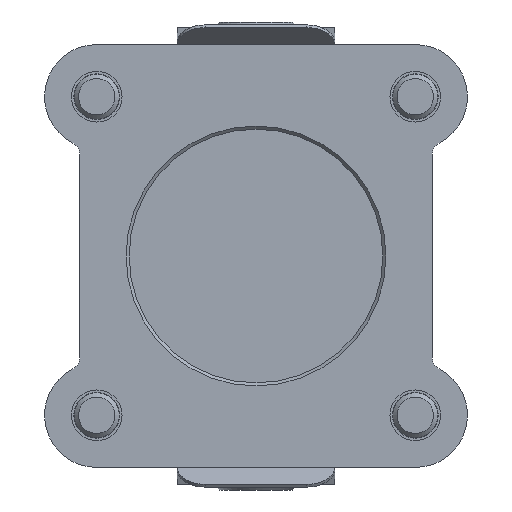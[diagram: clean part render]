
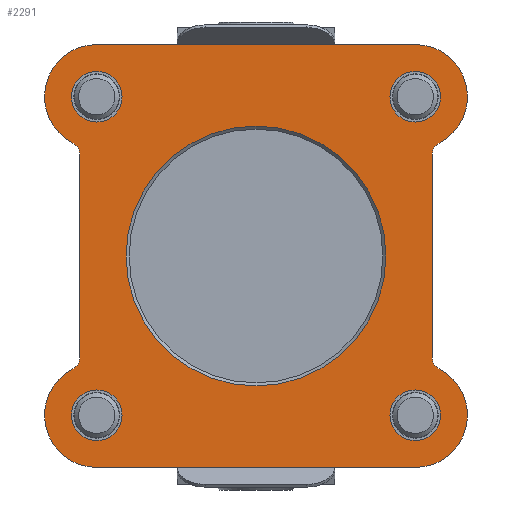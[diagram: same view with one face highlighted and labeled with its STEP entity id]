
A CAD part, front view. The second image highlights one B-rep face of the part: STEP entity #2291.
In plain terms, the highlighted planar face has unit normal (0, -1, 0).
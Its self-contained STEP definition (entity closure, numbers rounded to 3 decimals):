
#158=CIRCLE('',#2488,9.25);
#160=CIRCLE('',#2491,2.25);
#162=CIRCLE('',#2495,2.25);
#164=CIRCLE('',#2498,9.25);
#166=CIRCLE('',#2501,9.25);
#168=CIRCLE('',#2504,2.25);
#170=CIRCLE('',#2508,2.25);
#173=CIRCLE('',#2512,4.5);
#175=CIRCLE('',#2515,4.5);
#177=CIRCLE('',#2518,4.5);
#179=CIRCLE('',#2521,4.5);
#180=CIRCLE('',#2523,9.25);
#182=CIRCLE('',#2526,23.05);
#413=ORIENTED_EDGE('',*,*,#1029,.F.);
#414=ORIENTED_EDGE('',*,*,#1026,.T.);
#415=ORIENTED_EDGE('',*,*,#1024,.T.);
#416=ORIENTED_EDGE('',*,*,#1022,.T.);
#417=ORIENTED_EDGE('',*,*,#1020,.T.);
#418=ORIENTED_EDGE('',*,*,#927,.F.);
#419=ORIENTED_EDGE('',*,*,#1027,.F.);
#420=ORIENTED_EDGE('',*,*,#1016,.T.);
#421=ORIENTED_EDGE('',*,*,#1010,.F.);
#422=ORIENTED_EDGE('',*,*,#1007,.T.);
#423=ORIENTED_EDGE('',*,*,#1004,.F.);
#424=ORIENTED_EDGE('',*,*,#935,.F.);
#425=ORIENTED_EDGE('',*,*,#1002,.F.);
#426=ORIENTED_EDGE('',*,*,#999,.T.);
#427=ORIENTED_EDGE('',*,*,#993,.F.);
#428=ORIENTED_EDGE('',*,*,#990,.T.);
#429=ORIENTED_EDGE('',*,*,#987,.F.);
#927=EDGE_CURVE('',#1248,#1249,#1472,.T.);
#935=EDGE_CURVE('',#1256,#1257,#1480,.T.);
#987=EDGE_CURVE('',#1249,#1300,#158,.T.);
#990=EDGE_CURVE('',#1302,#1300,#160,.T.);
#993=EDGE_CURVE('',#1302,#1304,#1516,.T.);
#999=EDGE_CURVE('',#1308,#1304,#162,.T.);
#1002=EDGE_CURVE('',#1308,#1256,#164,.T.);
#1004=EDGE_CURVE('',#1257,#1310,#166,.T.);
#1007=EDGE_CURVE('',#1312,#1310,#168,.T.);
#1010=EDGE_CURVE('',#1312,#1314,#1525,.T.);
#1016=EDGE_CURVE('',#1318,#1314,#170,.T.);
#1020=EDGE_CURVE('',#1321,#1321,#173,.T.);
#1022=EDGE_CURVE('',#1323,#1323,#175,.T.);
#1024=EDGE_CURVE('',#1325,#1325,#177,.T.);
#1026=EDGE_CURVE('',#1327,#1327,#179,.T.);
#1027=EDGE_CURVE('',#1318,#1248,#180,.T.);
#1029=EDGE_CURVE('',#1328,#1328,#182,.T.);
#1248=VERTEX_POINT('',#3505);
#1249=VERTEX_POINT('',#3507);
#1256=VERTEX_POINT('',#3522);
#1257=VERTEX_POINT('',#3524);
#1300=VERTEX_POINT('',#3629);
#1302=VERTEX_POINT('',#3635);
#1304=VERTEX_POINT('',#3641);
#1308=VERTEX_POINT('',#3652);
#1310=VERTEX_POINT('',#3661);
#1312=VERTEX_POINT('',#3667);
#1314=VERTEX_POINT('',#3673);
#1318=VERTEX_POINT('',#3684);
#1321=VERTEX_POINT('',#3692);
#1323=VERTEX_POINT('',#3697);
#1325=VERTEX_POINT('',#3702);
#1327=VERTEX_POINT('',#3707);
#1328=VERTEX_POINT('',#3713);
#1472=LINE('',#3506,#1644);
#1480=LINE('',#3523,#1652);
#1516=LINE('',#3640,#1688);
#1525=LINE('',#3672,#1697);
#1644=VECTOR('',#2753,1000.);
#1652=VECTOR('',#2763,1000.);
#1688=VECTOR('',#2867,1000.);
#1697=VECTOR('',#2902,1000.);
#1845=EDGE_LOOP('',(#413));
#1846=EDGE_LOOP('',(#414));
#1847=EDGE_LOOP('',(#415));
#1848=EDGE_LOOP('',(#416));
#1849=EDGE_LOOP('',(#417));
#1850=EDGE_LOOP('',(#418,#419,#420,#421,#422,#423,#424,#425,#426,#427,#428,
#429));
#2037=FACE_BOUND('',#1845,.T.);
#2038=FACE_BOUND('',#1846,.T.);
#2039=FACE_BOUND('',#1847,.T.);
#2040=FACE_BOUND('',#1848,.T.);
#2041=FACE_BOUND('',#1849,.T.);
#2042=FACE_BOUND('',#1850,.T.);
#2210=PLANE('',#2525);
#2291=ADVANCED_FACE('',(#2037,#2038,#2039,#2040,#2041,#2042),#2210,.F.);
#2488=AXIS2_PLACEMENT_3D('',#3628,#2853,#2854);
#2491=AXIS2_PLACEMENT_3D('',#3634,#2860,#2861);
#2495=AXIS2_PLACEMENT_3D('',#3651,#2875,#2876);
#2498=AXIS2_PLACEMENT_3D('',#3657,#2882,#2883);
#2501=AXIS2_PLACEMENT_3D('',#3660,#2888,#2889);
#2504=AXIS2_PLACEMENT_3D('',#3666,#2895,#2896);
#2508=AXIS2_PLACEMENT_3D('',#3683,#2910,#2911);
#2512=AXIS2_PLACEMENT_3D('',#3691,#2919,#2920);
#2515=AXIS2_PLACEMENT_3D('',#3696,#2925,#2926);
#2518=AXIS2_PLACEMENT_3D('',#3701,#2931,#2932);
#2521=AXIS2_PLACEMENT_3D('',#3706,#2937,#2938);
#2523=AXIS2_PLACEMENT_3D('',#3709,#2941,#2942);
#2525=AXIS2_PLACEMENT_3D('',#3711,#2945,#2946);
#2526=AXIS2_PLACEMENT_3D('',#3712,#2947,#2948);
#2753=DIRECTION('',(-1.,0.,0.));
#2763=DIRECTION('',(1.,0.,0.));
#2853=DIRECTION('',(0.,1.,0.));
#2854=DIRECTION('',(1.,0.,0.));
#2860=DIRECTION('',(0.,1.,0.));
#2861=DIRECTION('',(1.,0.,0.));
#2867=DIRECTION('',(0.,0.,1.));
#2875=DIRECTION('',(0.,1.,0.));
#2876=DIRECTION('',(1.,0.,0.));
#2882=DIRECTION('',(0.,1.,0.));
#2883=DIRECTION('',(1.,0.,0.));
#2888=DIRECTION('',(0.,1.,0.));
#2889=DIRECTION('',(1.,0.,0.));
#2895=DIRECTION('',(0.,1.,0.));
#2896=DIRECTION('',(1.,0.,0.));
#2902=DIRECTION('',(0.,0.,-1.));
#2910=DIRECTION('',(0.,1.,0.));
#2911=DIRECTION('',(1.,0.,0.));
#2919=DIRECTION('',(0.,1.,0.));
#2920=DIRECTION('',(1.,0.,0.));
#2925=DIRECTION('',(0.,1.,0.));
#2926=DIRECTION('',(1.,0.,0.));
#2931=DIRECTION('',(0.,1.,0.));
#2932=DIRECTION('',(1.,0.,0.));
#2937=DIRECTION('',(0.,1.,0.));
#2938=DIRECTION('',(1.,0.,0.));
#2941=DIRECTION('',(0.,1.,0.));
#2942=DIRECTION('',(1.,0.,0.));
#2945=DIRECTION('',(0.,1.,0.));
#2946=DIRECTION('',(0.,0.,1.));
#2947=DIRECTION('',(0.,-1.,0.));
#2948=DIRECTION('',(0.,0.,-1.));
#3505=CARTESIAN_POINT('',(28.25,0.,-37.5));
#3506=CARTESIAN_POINT('',(28.25,0.,-37.5));
#3507=CARTESIAN_POINT('',(-28.25,0.,-37.5));
#3522=CARTESIAN_POINT('',(-28.25,0.,37.5));
#3523=CARTESIAN_POINT('',(-28.25,0.,37.5));
#3524=CARTESIAN_POINT('',(28.25,0.,37.5));
#3628=CARTESIAN_POINT('',(-28.25,0.,-28.25));
#3629=CARTESIAN_POINT('',(-32.491,0.,-20.03));
#3634=CARTESIAN_POINT('',(-33.523,0.,-18.03));
#3635=CARTESIAN_POINT('',(-31.273,0.,-18.03));
#3640=CARTESIAN_POINT('',(-31.273,0.,-18.03));
#3641=CARTESIAN_POINT('',(-31.273,0.,18.03));
#3651=CARTESIAN_POINT('',(-33.523,0.,18.03));
#3652=CARTESIAN_POINT('',(-32.491,0.,20.03));
#3657=CARTESIAN_POINT('',(-28.25,0.,28.25));
#3660=CARTESIAN_POINT('',(28.25,0.,28.25));
#3661=CARTESIAN_POINT('',(32.491,0.,20.03));
#3666=CARTESIAN_POINT('',(33.523,0.,18.03));
#3667=CARTESIAN_POINT('',(31.273,0.,18.03));
#3672=CARTESIAN_POINT('',(31.273,0.,18.03));
#3673=CARTESIAN_POINT('',(31.273,0.,-18.03));
#3683=CARTESIAN_POINT('',(33.523,0.,-18.03));
#3684=CARTESIAN_POINT('',(32.491,0.,-20.03));
#3691=CARTESIAN_POINT('',(28.25,0.,-28.25));
#3692=CARTESIAN_POINT('',(32.75,0.,-28.25));
#3696=CARTESIAN_POINT('',(28.25,0.,28.25));
#3697=CARTESIAN_POINT('',(32.75,0.,28.25));
#3701=CARTESIAN_POINT('',(-28.25,0.,-28.25));
#3702=CARTESIAN_POINT('',(-23.75,0.,-28.25));
#3706=CARTESIAN_POINT('',(-28.25,0.,28.25));
#3707=CARTESIAN_POINT('',(-23.75,0.,28.25));
#3709=CARTESIAN_POINT('',(28.25,0.,-28.25));
#3711=CARTESIAN_POINT('',(-28.25,0.,-28.25));
#3712=CARTESIAN_POINT('',(0.,0.,0.));
#3713=CARTESIAN_POINT('',(0.,0.,-23.05));
